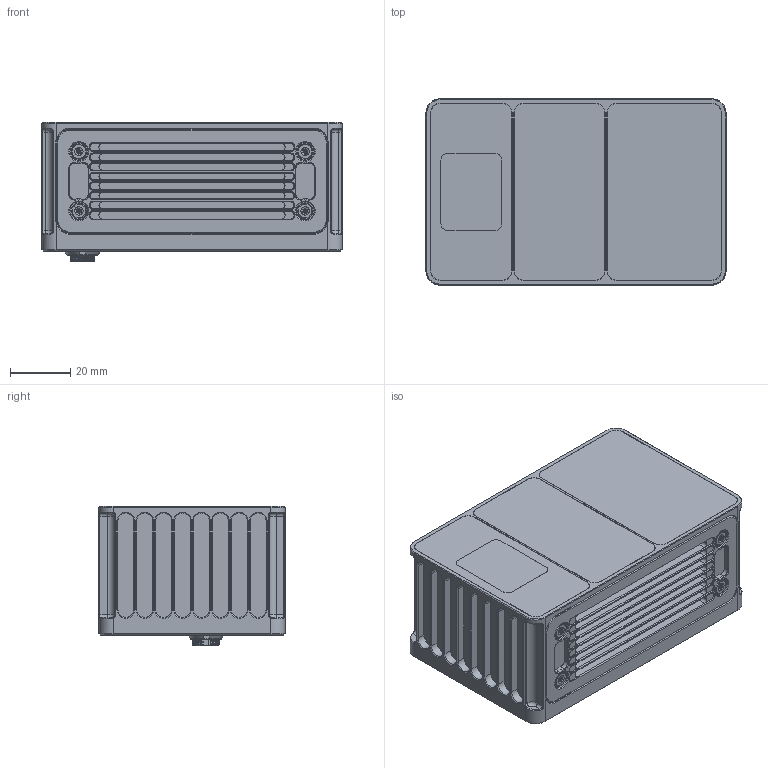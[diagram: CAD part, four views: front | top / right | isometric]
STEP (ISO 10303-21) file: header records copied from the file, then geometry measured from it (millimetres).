
FILE_DESCRIPTION((''),'2;1');
FILE_NAME('ODIN1','2025-06-30T11:35:51',('vevem'),(''),'CREO PARAMETRIC BY PTC INC, 2024253','CREO PARAMETRIC BY PTC INC, 2024253','');
FILE_SCHEMA(('AUTOMOTIVE_DESIGN { 1 0 10303 214 1 1 1 1 }'));
Products named in the file (1): ODIN1
Bounding box: 100 x 62 x 46.4 mm (x, y, z)
Volume: 224070.3 mm3; surface area: 55867.3 mm2
Topology: 1 solids, 12 shells, 1993 faces, 4873 edges, 2995 vertices
Faces by surface type: plane 702, cylinder 588, bspline 276, cone 226, torus 163, sphere 38
Entity records: 106340 total; most frequent: CARTESIAN_POINT 45794, ORIENTED_EDGE 9702, DIRECTION 9233, PRESENTATION_STYLE_ASSIGNMENT 4880, STYLED_ITEM 4852, CURVE_STYLE 4851, EDGE_CURVE 4851, AXIS2_PLACEMENT_3D 3510
